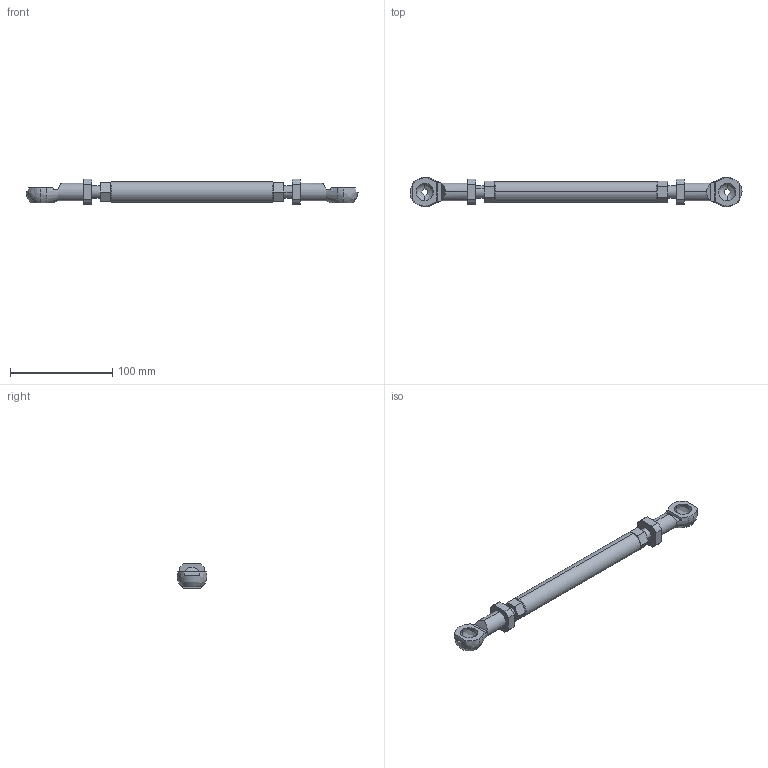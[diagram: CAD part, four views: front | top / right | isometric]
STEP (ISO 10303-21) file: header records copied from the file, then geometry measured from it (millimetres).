
FILE_DESCRIPTION (( 'STEP AP203' ), '1' );
FILE_NAME ('lower_leg_Default_sldprt.STEP', '2020-02-25T10:00:34', ( '' ), ( '' ), 'SwSTEP 2.0', 'SolidWorks 2017', '' );
FILE_SCHEMA (( 'CONFIG_CONTROL_DESIGN' ));
Length unit declared in the file: millimetre
Products named in the file (1): lower_leg_Default_sldprt
Bounding box: 324.97 x 29.01 x 25 mm (x, y, z)
Volume: 91143.5 mm3; surface area: 34089.4 mm2
Topology: 5 solids, 5 shells, 119 faces, 306 edges, 185 vertices
Faces by surface type: plane 45, cylinder 34, cone 30, bspline 10
Entity records: 4107 total; most frequent: CARTESIAN_POINT 1289, DIRECTION 572, ORIENTED_EDGE 568, EDGE_CURVE 284, AXIS2_PLACEMENT_3D 222, VERTEX_POINT 185, EDGE_LOOP 133, LINE 128
